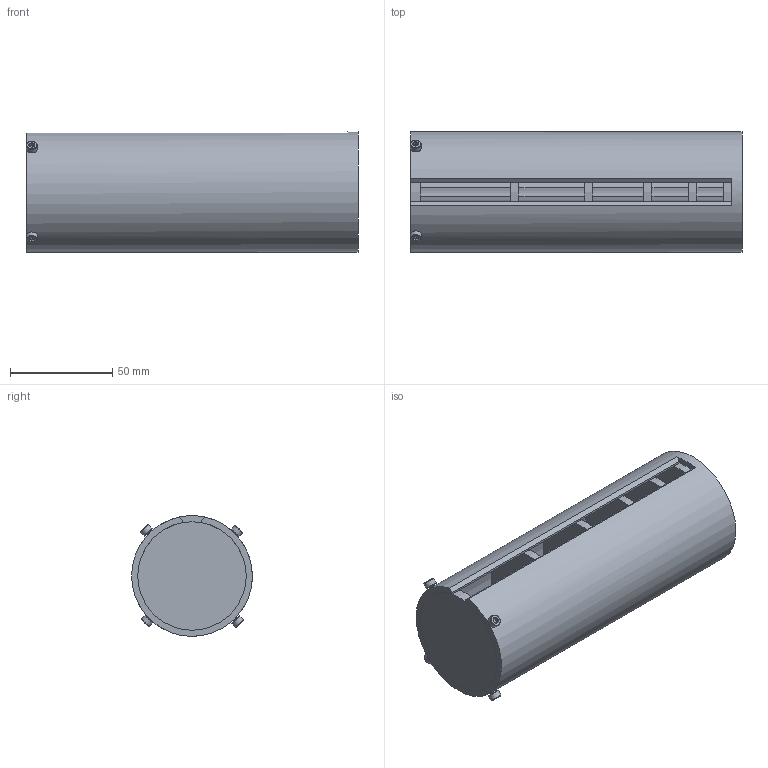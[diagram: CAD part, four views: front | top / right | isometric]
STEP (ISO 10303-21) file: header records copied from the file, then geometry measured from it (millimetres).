
FILE_DESCRIPTION(/* description */ (''),/* implementation_level */ '2;1');
FILE_NAME(/* name */ 'HF Heat Shrink Holder.step',/* time_stamp */ '2024-10-08T14:13:19-05:00',/* author */ (''),/* organization */ (''),/* preprocessor_version */ 'ST-DEVELOPER v20',/* originating_system */ 'Autodesk Translation Framework v13.20.0.188',/* authorisation */ '');
FILE_SCHEMA (('AUTOMOTIVE_DESIGN { 1 0 10303 214 3 1 1 }'));
Length unit declared in the file: millimetre
Products named in the file (11): (Unsaved); 1/4 Spool; 3/8 Spool; 1/2 Spool; 3/4 Spool; 1 Spool; Housing; 92290A117_NO THREADS_Super-Corrosion-Resistant 316 Stainless Steel So
cket Head Screw; 92290A117_NO THREADS_Super-Corrosion-Resistant 316 Stainless Steel So
cket Head Screw_1; 92290A117_NO THREADS_Super-Corrosion-Resistant 316 Stainless Steel So
cket Head Screw_2; 92290A117_NO THREADS_Super-Corrosion-Resistant 316 Stainless Steel So
cket Head Screw_3
Assembly tree (10 placements, depth 2):
  (Unsaved)
    1/4 Spool
    3/8 Spool
    1/2 Spool
    3/4 Spool
    1 Spool
    Housing
    92290A117_NO THREADS_Super-Corrosion-Resistant 316 Stainless Steel So
cket Head Screw
    92290A117_NO THREADS_Super-Corrosion-Resistant 316 Stainless Steel So
cket Head Screw_1
    92290A117_NO THREADS_Super-Corrosion-Resistant 316 Stainless Steel So
cket Head Screw_2
    92290A117_NO THREADS_Super-Corrosion-Resistant 316 Stainless Steel So
cket Head Screw_3
Bounding box: 162.25 x 59 x 59 mm (x, y, z)
Volume: 171746.3 mm3; surface area: 107733.4 mm2
Topology: 11 solids, 11 shells, 213 faces, 478 edges, 308 vertices
Faces by surface type: plane 106, cylinder 59, cone 32, torus 16
Full cylindrical faces by diameter (mm): 2.7 x8, 3 x4, 5.5 x4, 14 x1, 53 x6, 59 x1
Entity records: 6880 total; most frequent: CARTESIAN_POINT 1821, DIRECTION 1037, ORIENTED_EDGE 948, EDGE_CURVE 474, AXIS2_PLACEMENT_3D 418, VERTEX_POINT 308, EDGE_LOOP 246, FACE_OUTER_BOUND 213
